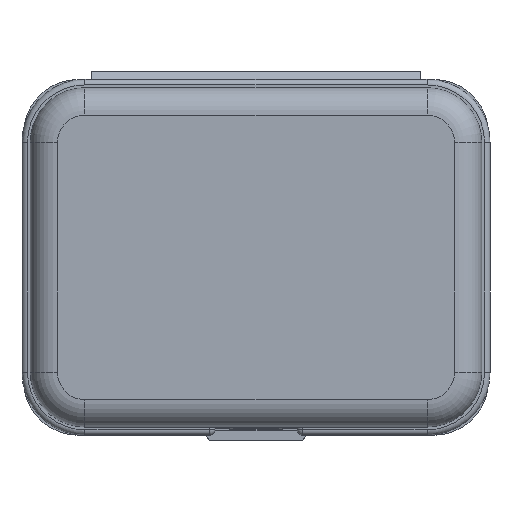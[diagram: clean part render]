
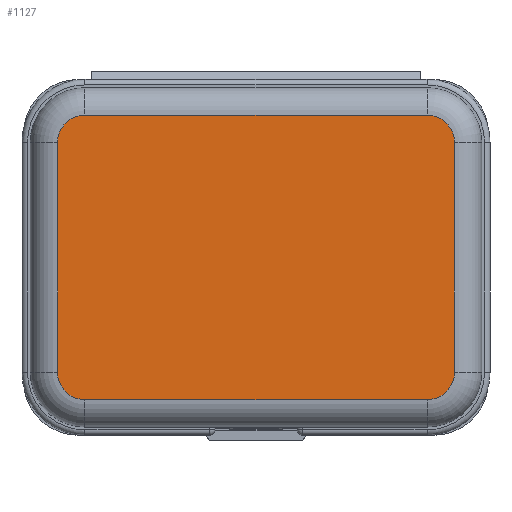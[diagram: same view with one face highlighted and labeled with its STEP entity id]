
A CAD part, front view. The second image highlights one B-rep face of the part: STEP entity #1127.
In plain terms, the highlighted planar face has unit normal (0, -1, 0).
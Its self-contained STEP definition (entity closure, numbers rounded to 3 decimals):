
#9 = ORIENTED_EDGE ( 'NONE', *, *, #3853, .T. ) ;
#64 = CIRCLE ( 'NONE', #5687, 5. ) ;
#105 = DIRECTION ( 'NONE',  ( 0., 1., 0. ) ) ;
#228 = VERTEX_POINT ( 'NONE', #4658 ) ;
#324 = CARTESIAN_POINT ( 'NONE',  ( -31.25, 0., 21. ) ) ;
#473 = EDGE_CURVE ( 'NONE', #2764, #1741, #1977, .T. ) ;
#626 = LINE ( 'NONE', #3385, #932 ) ;
#663 = DIRECTION ( 'NONE',  ( 0., 1., 0. ) ) ;
#681 = VERTEX_POINT ( 'NONE', #4242 ) ;
#683 = LINE ( 'NONE', #3451, #1541 ) ;
#717 = ORIENTED_EDGE ( 'NONE', *, *, #5692, .T. ) ;
#883 = CIRCLE ( 'NONE', #5668, 5. ) ;
#903 = VECTOR ( 'NONE', #5493, 1000. ) ;
#932 = VECTOR ( 'NONE', #5171, 1000. ) ;
#1077 = CARTESIAN_POINT ( 'NONE',  ( -31.25, 0., -21. ) ) ;
#1127 = ADVANCED_FACE ( 'NONE', ( #3609 ), #4452, .T. ) ;
#1244 = VERTEX_POINT ( 'NONE', #1926 ) ;
#1340 = EDGE_CURVE ( 'NONE', #5018, #1741, #64, .T. ) ;
#1388 = EDGE_CURVE ( 'NONE', #2764, #2090, #5212, .T. ) ;
#1505 = CARTESIAN_POINT ( 'NONE',  ( 36.25, 0., 31. ) ) ;
#1512 = ORIENTED_EDGE ( 'NONE', *, *, #473, .T. ) ;
#1526 = EDGE_CURVE ( 'NONE', #228, #5444, #883, .T. ) ;
#1541 = VECTOR ( 'NONE', #4763, 1000. ) ;
#1574 = EDGE_LOOP ( 'NONE', ( #5495, #4906, #4500, #717, #2319, #9, #3585, #1512 ) ) ;
#1650 = EDGE_CURVE ( 'NONE', #5018, #1244, #683, .T. ) ;
#1666 = CARTESIAN_POINT ( 'NONE',  ( 31.25, 0., -26. ) ) ;
#1741 = VERTEX_POINT ( 'NONE', #5291 ) ;
#1871 = DIRECTION ( 'NONE',  ( 0., -1., 0. ) ) ;
#1926 = CARTESIAN_POINT ( 'NONE',  ( -31.25, 0., 26. ) ) ;
#1977 = LINE ( 'NONE', #1505, #3598 ) ;
#2090 = VERTEX_POINT ( 'NONE', #1666 ) ;
#2319 = ORIENTED_EDGE ( 'NONE', *, *, #1526, .F. ) ;
#2764 = VERTEX_POINT ( 'NONE', #3339 ) ;
#2902 = DIRECTION ( 'NONE',  ( 0., 0., -1. ) ) ;
#3164 = CARTESIAN_POINT ( 'NONE',  ( 0., 0., 0. ) ) ;
#3189 = DIRECTION ( 'NONE',  ( 0., 0., 1. ) ) ;
#3339 = CARTESIAN_POINT ( 'NONE',  ( 36.25, 0., -21. ) ) ;
#3366 = DIRECTION ( 'NONE',  ( 0., 1., 0. ) ) ;
#3385 = CARTESIAN_POINT ( 'NONE',  ( -36.25, 0., -31. ) ) ;
#3451 = CARTESIAN_POINT ( 'NONE',  ( -41.25, 0., 26. ) ) ;
#3585 = ORIENTED_EDGE ( 'NONE', *, *, #1388, .F. ) ;
#3598 = VECTOR ( 'NONE', #3189, 1000. ) ;
#3609 = FACE_OUTER_BOUND ( 'NONE', #1574, .T. ) ;
#3642 = DIRECTION ( 'NONE',  ( 0., 0., -1. ) ) ;
#3701 = DIRECTION ( 'NONE',  ( 0., 0., -1. ) ) ;
#3769 = LINE ( 'NONE', #4184, #903 ) ;
#3837 = CARTESIAN_POINT ( 'NONE',  ( 31.25, 0., -21. ) ) ;
#3853 = EDGE_CURVE ( 'NONE', #228, #2090, #3769, .T. ) ;
#3916 = AXIS2_PLACEMENT_3D ( 'NONE', #324, #5266, #4820 ) ;
#4184 = CARTESIAN_POINT ( 'NONE',  ( 41.25, 0., -26. ) ) ;
#4242 = CARTESIAN_POINT ( 'NONE',  ( -36.25, 0., 21. ) ) ;
#4374 = CARTESIAN_POINT ( 'NONE',  ( 31.25, 0., 26. ) ) ;
#4376 = CIRCLE ( 'NONE', #3916, 5. ) ;
#4378 = AXIS2_PLACEMENT_3D ( 'NONE', #3164, #1871, #3642 ) ;
#4452 = PLANE ( 'NONE',  #4378 ) ;
#4500 = ORIENTED_EDGE ( 'NONE', *, *, #4508, .F. ) ;
#4508 = EDGE_CURVE ( 'NONE', #681, #1244, #4376, .T. ) ;
#4658 = CARTESIAN_POINT ( 'NONE',  ( -31.25, 0., -26. ) ) ;
#4763 = DIRECTION ( 'NONE',  ( -1., 0., 0. ) ) ;
#4789 = CARTESIAN_POINT ( 'NONE',  ( -36.25, 0., -21. ) ) ;
#4820 = DIRECTION ( 'NONE',  ( 0., 0., -1. ) ) ;
#4906 = ORIENTED_EDGE ( 'NONE', *, *, #1650, .T. ) ;
#5018 = VERTEX_POINT ( 'NONE', #4374 ) ;
#5171 = DIRECTION ( 'NONE',  ( 0., 0., -1. ) ) ;
#5212 = CIRCLE ( 'NONE', #5505, 5. ) ;
#5266 = DIRECTION ( 'NONE',  ( 0., 1., 0. ) ) ;
#5291 = CARTESIAN_POINT ( 'NONE',  ( 36.25, 0., 21. ) ) ;
#5444 = VERTEX_POINT ( 'NONE', #4789 ) ;
#5493 = DIRECTION ( 'NONE',  ( 1., 0., 0. ) ) ;
#5495 = ORIENTED_EDGE ( 'NONE', *, *, #1340, .F. ) ;
#5505 = AXIS2_PLACEMENT_3D ( 'NONE', #3837, #3366, #5617 ) ;
#5588 = CARTESIAN_POINT ( 'NONE',  ( 31.25, 0., 21. ) ) ;
#5617 = DIRECTION ( 'NONE',  ( 0., 0., -1. ) ) ;
#5668 = AXIS2_PLACEMENT_3D ( 'NONE', #1077, #663, #2902 ) ;
#5687 = AXIS2_PLACEMENT_3D ( 'NONE', #5588, #105, #3701 ) ;
#5692 = EDGE_CURVE ( 'NONE', #681, #5444, #626, .T. ) ;
